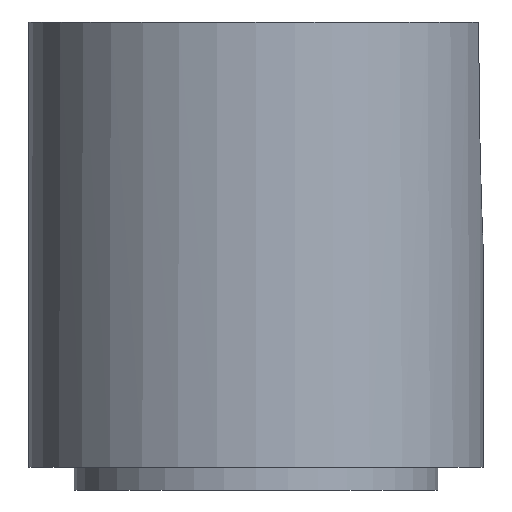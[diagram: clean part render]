
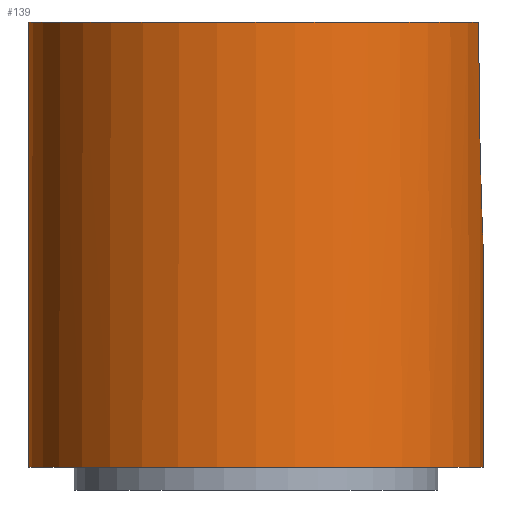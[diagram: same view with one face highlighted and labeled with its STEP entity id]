
A CAD part, left-side view. The second image highlights one B-rep face of the part: STEP entity #139.
In plain terms, the highlighted cylindrical face has radius 5 mm (diameter 10 mm), a full revolution.
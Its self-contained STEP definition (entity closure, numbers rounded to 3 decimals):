
#22=CIRCLE('',#162,5.);
#23=CIRCLE('',#163,5.);
#24=CIRCLE('',#164,5.);
#32=CYLINDRICAL_SURFACE('',#161,5.);
#37=FACE_OUTER_BOUND('',#46,.T.);
#46=EDGE_LOOP('',(#105,#106,#107,#108,#109,#110));
#59=LINE('',#296,#65);
#65=VECTOR('',#187,5.);
#70=B_SPLINE_CURVE_WITH_KNOTS('',3,(#265,#266,#267,#268,#269,#270,#271,
#272,#273,#274,#275,#276,#277,#278,#279,#280,#281,#282,#283,#284,#285,#286,
#287,#288,#289,#290),.UNSPECIFIED.,.F.,.F.,(4,2,2,2,2,2,2,2,2,2,2,2,4),
(0.,0.207,0.31,0.413,0.475,
0.486,0.497,0.508,0.519,
0.581,0.684,0.787,0.994),
 .UNSPECIFIED.);
#73=VERTEX_POINT('',#262);
#74=VERTEX_POINT('',#264);
#75=VERTEX_POINT('',#293);
#76=VERTEX_POINT('',#295);
#85=EDGE_CURVE('',#74,#73,#70,.T.);
#87=EDGE_CURVE('',#75,#73,#22,.T.);
#88=EDGE_CURVE('',#75,#76,#59,.T.);
#89=EDGE_CURVE('',#76,#76,#23,.T.);
#90=EDGE_CURVE('',#74,#75,#24,.T.);
#105=ORIENTED_EDGE('',*,*,#85,.T.);
#106=ORIENTED_EDGE('',*,*,#87,.F.);
#107=ORIENTED_EDGE('',*,*,#88,.T.);
#108=ORIENTED_EDGE('',*,*,#89,.T.);
#109=ORIENTED_EDGE('',*,*,#88,.F.);
#110=ORIENTED_EDGE('',*,*,#90,.F.);
#139=ADVANCED_FACE('',(#37),#32,.T.);
#161=AXIS2_PLACEMENT_3D('',#292,#183,#184);
#162=AXIS2_PLACEMENT_3D('',#294,#185,#186);
#163=AXIS2_PLACEMENT_3D('',#297,#188,#189);
#164=AXIS2_PLACEMENT_3D('',#298,#190,#191);
#183=DIRECTION('center_axis',(0.,0.,1.));
#184=DIRECTION('ref_axis',(1.,0.,0.));
#185=DIRECTION('center_axis',(0.,0.,1.));
#186=DIRECTION('ref_axis',(-1.,0.,0.));
#187=DIRECTION('',(0.,0.,-1.));
#188=DIRECTION('center_axis',(0.,0.,1.));
#189=DIRECTION('ref_axis',(1.,0.,0.));
#190=DIRECTION('center_axis',(0.,0.,1.));
#191=DIRECTION('ref_axis',(-1.,0.,0.));
#262=CARTESIAN_POINT('',(-1.,-4.899,9.8));
#264=CARTESIAN_POINT('',(1.,-4.899,9.8));
#265=CARTESIAN_POINT('Ctrl Pts',(1.,-4.899,9.8));
#266=CARTESIAN_POINT('Ctrl Pts',(1.,-4.899,9.111));
#267=CARTESIAN_POINT('Ctrl Pts',(0.972,-4.905,8.356));
#268=CARTESIAN_POINT('Ctrl Pts',(0.862,-4.925,7.235));
#269=CARTESIAN_POINT('Ctrl Pts',(0.815,-4.934,6.863));
#270=CARTESIAN_POINT('Ctrl Pts',(0.689,-4.953,6.144));
#271=CARTESIAN_POINT('Ctrl Pts',(0.613,-4.964,5.795));
#272=CARTESIAN_POINT('Ctrl Pts',(0.433,-4.982,5.277));
#273=CARTESIAN_POINT('Ctrl Pts',(0.344,-4.99,5.049));
#274=CARTESIAN_POINT('Ctrl Pts',(0.175,-4.997,4.876));
#275=CARTESIAN_POINT('Ctrl Pts',(0.144,-4.998,4.849));
#276=CARTESIAN_POINT('Ctrl Pts',(0.075,-5.,4.811));
#277=CARTESIAN_POINT('Ctrl Pts',(0.037,-5.,4.8));
#278=CARTESIAN_POINT('Ctrl Pts',(-0.037,-5.,4.8));
#279=CARTESIAN_POINT('Ctrl Pts',(-0.075,-5.,
4.811));
#280=CARTESIAN_POINT('Ctrl Pts',(-0.144,-4.998,4.849));
#281=CARTESIAN_POINT('Ctrl Pts',(-0.175,-4.997,4.876));
#282=CARTESIAN_POINT('Ctrl Pts',(-0.344,-4.99,5.049));
#283=CARTESIAN_POINT('Ctrl Pts',(-0.433,-4.982,5.277));
#284=CARTESIAN_POINT('Ctrl Pts',(-0.613,-4.964,5.795));
#285=CARTESIAN_POINT('Ctrl Pts',(-0.689,-4.953,6.144));
#286=CARTESIAN_POINT('Ctrl Pts',(-0.815,-4.934,6.863));
#287=CARTESIAN_POINT('Ctrl Pts',(-0.862,-4.925,7.235));
#288=CARTESIAN_POINT('Ctrl Pts',(-0.972,-4.905,8.356));
#289=CARTESIAN_POINT('Ctrl Pts',(-1.,-4.899,9.111));
#290=CARTESIAN_POINT('Ctrl Pts',(-1.,-4.899,9.8));
#292=CARTESIAN_POINT('Origin',(0.,0.,0.));
#293=CARTESIAN_POINT('',(-5.,0.,9.8));
#294=CARTESIAN_POINT('Origin',(0.,0.,9.8));
#295=CARTESIAN_POINT('',(-5.,0.,0.));
#296=CARTESIAN_POINT('',(-5.,0.,0.));
#297=CARTESIAN_POINT('Origin',(0.,0.,0.));
#298=CARTESIAN_POINT('Origin',(0.,0.,9.8));
